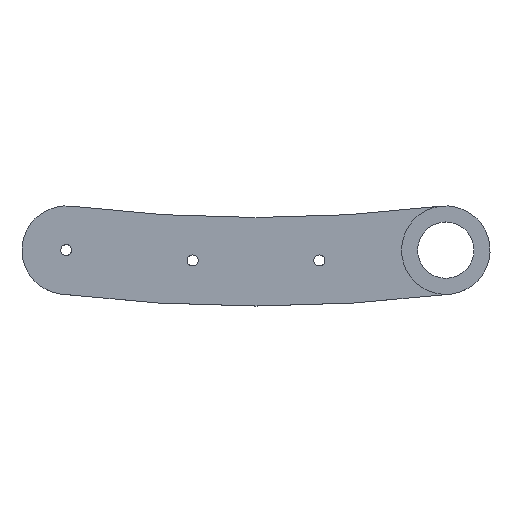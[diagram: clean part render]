
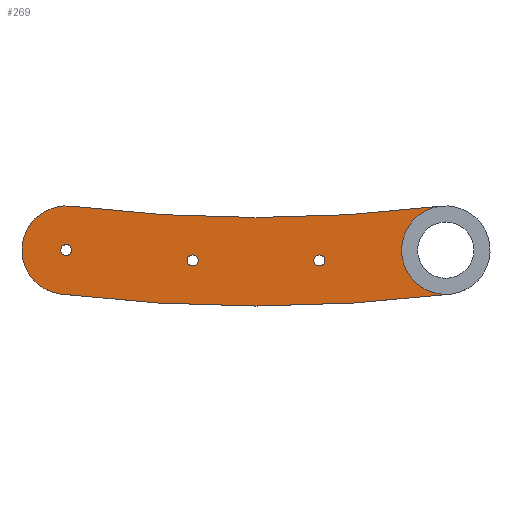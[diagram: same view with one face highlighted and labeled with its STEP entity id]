
A CAD part, top view. The second image highlights one B-rep face of the part: STEP entity #269.
In plain terms, the highlighted planar face has unit normal (0, 0, 1).
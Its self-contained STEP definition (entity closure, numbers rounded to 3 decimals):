
#16=FACE_BOUND('',#66,.T.);
#17=FACE_BOUND('',#67,.T.);
#18=FACE_BOUND('',#68,.T.);
#24=PLANE('',#321);
#49=FACE_OUTER_BOUND('',#65,.T.);
#65=EDGE_LOOP('',(#239,#240,#241,#242));
#66=EDGE_LOOP('',(#243));
#67=EDGE_LOOP('',(#244));
#68=EDGE_LOOP('',(#245));
#103=CIRCLE('',#290,2.15);
#107=CIRCLE('',#296,2.15);
#114=CIRCLE('',#308,2.15);
#116=CIRCLE('',#311,17.3);
#118=CIRCLE('',#314,590.271);
#119=CIRCLE('',#316,17.3);
#122=CIRCLE('',#320,624.871);
#126=VERTEX_POINT('',#424);
#130=VERTEX_POINT('',#436);
#137=VERTEX_POINT('',#459);
#140=VERTEX_POINT('',#466);
#141=VERTEX_POINT('',#468);
#143=VERTEX_POINT('',#474);
#144=VERTEX_POINT('',#479);
#151=EDGE_CURVE('',#126,#126,#103,.T.);
#157=EDGE_CURVE('',#130,#130,#107,.T.);
#168=EDGE_CURVE('',#137,#137,#114,.T.);
#171=EDGE_CURVE('',#141,#140,#116,.T.);
#174=EDGE_CURVE('',#143,#141,#118,.T.);
#177=EDGE_CURVE('',#144,#143,#119,.T.);
#181=EDGE_CURVE('',#140,#144,#122,.T.);
#239=ORIENTED_EDGE('',*,*,#177,.T.);
#240=ORIENTED_EDGE('',*,*,#174,.T.);
#241=ORIENTED_EDGE('',*,*,#171,.T.);
#242=ORIENTED_EDGE('',*,*,#181,.T.);
#243=ORIENTED_EDGE('',*,*,#157,.T.);
#244=ORIENTED_EDGE('',*,*,#151,.T.);
#245=ORIENTED_EDGE('',*,*,#168,.T.);
#269=ADVANCED_FACE('',(#49,#16,#17,#18),#24,.T.);
#290=AXIS2_PLACEMENT_3D('',#426,#337,#338);
#296=AXIS2_PLACEMENT_3D('',#438,#351,#352);
#308=AXIS2_PLACEMENT_3D('',#461,#379,#380);
#311=AXIS2_PLACEMENT_3D('',#469,#386,#387);
#314=AXIS2_PLACEMENT_3D('',#475,#393,#394);
#316=AXIS2_PLACEMENT_3D('',#480,#399,#400);
#320=AXIS2_PLACEMENT_3D('',#486,#408,#409);
#321=AXIS2_PLACEMENT_3D('',#487,#410,#411);
#337=DIRECTION('center_axis',(0.,0.,-1.));
#338=DIRECTION('ref_axis',(-1.,0.,0.));
#351=DIRECTION('center_axis',(0.,0.,-1.));
#352=DIRECTION('ref_axis',(-1.,0.,0.));
#379=DIRECTION('center_axis',(0.,0.,-1.));
#380=DIRECTION('ref_axis',(-1.,0.,0.));
#386=DIRECTION('center_axis',(0.,0.,1.));
#387=DIRECTION('ref_axis',(0.122,0.993,0.));
#393=DIRECTION('center_axis',(0.,0.,-1.));
#394=DIRECTION('ref_axis',(0.122,0.993,0.));
#399=DIRECTION('center_axis',(0.,0.,-1.));
#400=DIRECTION('ref_axis',(-1.,0.,0.));
#408=DIRECTION('center_axis',(0.,0.,1.));
#409=DIRECTION('ref_axis',(-0.122,-0.993,0.));
#410=DIRECTION('center_axis',(0.,0.,1.));
#411=DIRECTION('ref_axis',(1.,0.,0.));
#424=CARTESIAN_POINT('',(-22.583,-4.044,6.));
#426=CARTESIAN_POINT('Origin',(-24.733,-4.044,6.));
#436=CARTESIAN_POINT('',(26.883,-4.044,6.));
#438=CARTESIAN_POINT('Origin',(24.733,-4.044,6.));
#459=CARTESIAN_POINT('',(-72.05,0.,6.));
#461=CARTESIAN_POINT('Origin',(-74.2,0.,6.));
#466=CARTESIAN_POINT('',(-76.313,-17.171,6.));
#468=CARTESIAN_POINT('',(-72.087,17.171,6.));
#469=CARTESIAN_POINT('Origin',(-74.2,0.,6.));
#474=CARTESIAN_POINT('',(72.087,17.171,6.));
#475=CARTESIAN_POINT('Origin',(0.,603.023,6.));
#479=CARTESIAN_POINT('',(76.313,-17.171,6.));
#480=CARTESIAN_POINT('Origin',(74.2,0.,6.));
#486=CARTESIAN_POINT('Origin',(0.,603.023,6.));
#487=CARTESIAN_POINT('Origin',(0.,-2.22,6.));
